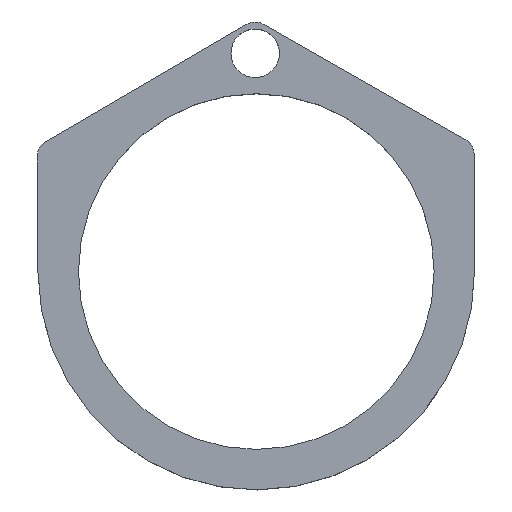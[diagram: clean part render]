
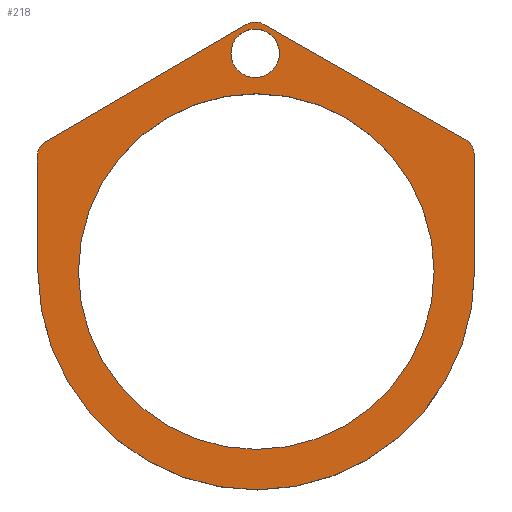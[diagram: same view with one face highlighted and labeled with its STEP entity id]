
A CAD part, top view. The second image highlights one B-rep face of the part: STEP entity #218.
In plain terms, the highlighted planar face has unit normal (0, 0, 1).
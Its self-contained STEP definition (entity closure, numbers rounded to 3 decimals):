
#15=FACE_BOUND('',#39,.T.);
#16=FACE_BOUND('',#40,.T.);
#19=PLANE('',#246);
#26=FACE_OUTER_BOUND('',#38,.T.);
#38=EDGE_LOOP('',(#155,#156,#157,#158,#159,#160,#161,#162));
#39=EDGE_LOOP('',(#163));
#40=EDGE_LOOP('',(#164));
#55=LINE('',#347,#73);
#56=LINE('',#351,#74);
#57=LINE('',#355,#75);
#58=LINE('',#358,#76);
#73=VECTOR('',#279,10.);
#74=VECTOR('',#282,10.);
#75=VECTOR('',#285,10.);
#76=VECTOR('',#288,10.);
#89=CIRCLE('',#244,1.);
#91=CIRCLE('',#247,1.);
#92=CIRCLE('',#248,1.);
#93=CIRCLE('',#249,13.5);
#94=CIRCLE('',#250,1.5);
#95=CIRCLE('',#251,11.);
#101=VERTEX_POINT('',#337);
#102=VERTEX_POINT('',#338);
#105=VERTEX_POINT('',#346);
#106=VERTEX_POINT('',#348);
#107=VERTEX_POINT('',#350);
#108=VERTEX_POINT('',#352);
#109=VERTEX_POINT('',#354);
#110=VERTEX_POINT('',#356);
#111=VERTEX_POINT('',#359);
#112=VERTEX_POINT('',#361);
#121=EDGE_CURVE('',#101,#102,#89,.T.);
#125=EDGE_CURVE('',#101,#105,#55,.T.);
#126=EDGE_CURVE('',#106,#105,#91,.T.);
#127=EDGE_CURVE('',#106,#107,#56,.T.);
#128=EDGE_CURVE('',#108,#107,#92,.T.);
#129=EDGE_CURVE('',#108,#109,#57,.T.);
#130=EDGE_CURVE('',#109,#110,#93,.T.);
#131=EDGE_CURVE('',#110,#102,#58,.T.);
#132=EDGE_CURVE('',#111,#111,#94,.T.);
#133=EDGE_CURVE('',#112,#112,#95,.T.);
#155=ORIENTED_EDGE('',*,*,#121,.F.);
#156=ORIENTED_EDGE('',*,*,#125,.T.);
#157=ORIENTED_EDGE('',*,*,#126,.F.);
#158=ORIENTED_EDGE('',*,*,#127,.T.);
#159=ORIENTED_EDGE('',*,*,#128,.F.);
#160=ORIENTED_EDGE('',*,*,#129,.T.);
#161=ORIENTED_EDGE('',*,*,#130,.T.);
#162=ORIENTED_EDGE('',*,*,#131,.T.);
#163=ORIENTED_EDGE('',*,*,#132,.T.);
#164=ORIENTED_EDGE('',*,*,#133,.T.);
#218=ADVANCED_FACE('',(#26,#15,#16),#19,.T.);
#244=AXIS2_PLACEMENT_3D('',#339,#271,#272);
#246=AXIS2_PLACEMENT_3D('',#345,#277,#278);
#247=AXIS2_PLACEMENT_3D('',#349,#280,#281);
#248=AXIS2_PLACEMENT_3D('',#353,#283,#284);
#249=AXIS2_PLACEMENT_3D('',#357,#286,#287);
#250=AXIS2_PLACEMENT_3D('',#360,#289,#290);
#251=AXIS2_PLACEMENT_3D('',#362,#291,#292);
#271=DIRECTION('center_axis',(0.,0.,-1.));
#272=DIRECTION('ref_axis',(0.863,0.504,0.));
#277=DIRECTION('center_axis',(0.,0.,1.));
#278=DIRECTION('ref_axis',(1.,0.,0.));
#279=DIRECTION('',(-0.869,0.496,0.));
#280=DIRECTION('center_axis',(0.,0.,-1.));
#281=DIRECTION('ref_axis',(-0.005,1.,0.));
#282=DIRECTION('',(-0.863,-0.504,0.));
#283=DIRECTION('center_axis',(0.,0.,-1.));
#284=DIRECTION('ref_axis',(-0.869,0.496,0.));
#285=DIRECTION('',(0.005,-1.,0.));
#286=DIRECTION('center_axis',(0.,0.,1.));
#287=DIRECTION('ref_axis',(1.,0.,0.));
#288=DIRECTION('',(-0.005,1.,0.));
#289=DIRECTION('center_axis',(0.,0.,-1.));
#290=DIRECTION('ref_axis',(1.,0.,0.));
#291=DIRECTION('center_axis',(0.,0.,-1.));
#292=DIRECTION('ref_axis',(1.,0.,0.));
#337=CARTESIAN_POINT('',(12.959,8.148,5.));
#338=CARTESIAN_POINT('',(13.463,7.285,5.));
#339=CARTESIAN_POINT('Origin',(12.463,7.28,5.));
#345=CARTESIAN_POINT('Origin',(-0.02,1.044,5.));
#346=CARTESIAN_POINT('',(0.423,15.302,5.));
#347=CARTESIAN_POINT('',(13.461,7.862,5.));
#348=CARTESIAN_POINT('',(-0.577,15.297,5.));
#349=CARTESIAN_POINT('Origin',(-0.073,14.434,5.));
#350=CARTESIAN_POINT('',(-13.041,8.017,5.));
#351=CARTESIAN_POINT('',(-0.079,15.588,5.));
#352=CARTESIAN_POINT('',(-13.536,7.149,5.));
#353=CARTESIAN_POINT('Origin',(-12.536,7.154,5.));
#354=CARTESIAN_POINT('',(-13.5,-0.068,5.));
#355=CARTESIAN_POINT('',(-13.539,7.726,5.));
#356=CARTESIAN_POINT('',(13.5,0.068,5.));
#357=CARTESIAN_POINT('Origin',(0.,0.,5.));
#358=CARTESIAN_POINT('',(13.539,-7.726,5.));
#359=CARTESIAN_POINT('',(-1.568,13.5,5.));
#360=CARTESIAN_POINT('Origin',(-0.068,13.5,5.));
#361=CARTESIAN_POINT('',(-11.,0.,5.));
#362=CARTESIAN_POINT('Origin',(0.,0.,5.));
